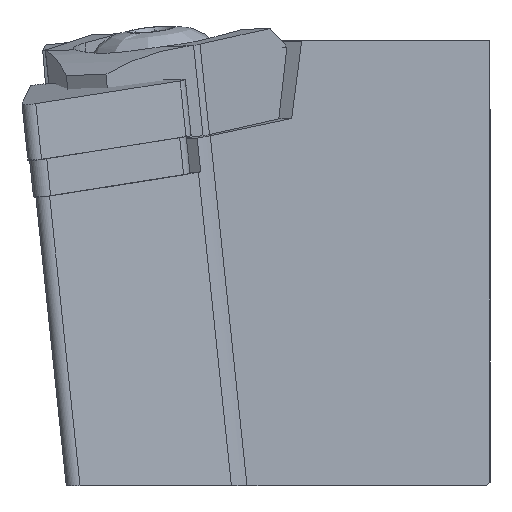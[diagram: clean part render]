
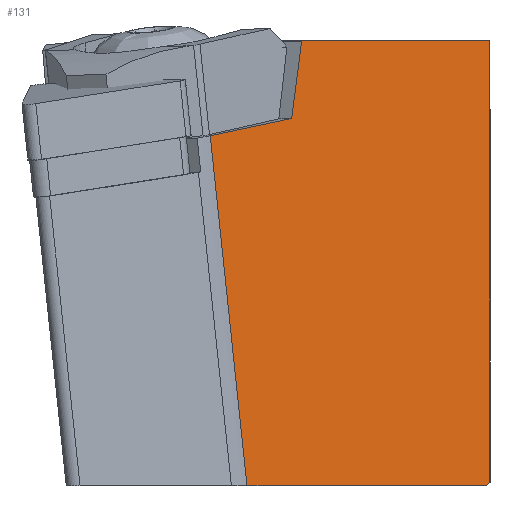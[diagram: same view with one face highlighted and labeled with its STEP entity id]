
A CAD part, left-side view. The second image highlights one B-rep face of the part: STEP entity #131.
In plain terms, the highlighted planar face has unit normal (-0.705, -0.709, 0).
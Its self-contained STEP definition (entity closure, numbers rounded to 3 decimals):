
#131=ADVANCED_FACE('',(#297),#224,.F.);
#224=PLANE('',#1718);
#297=FACE_OUTER_BOUND('',#386,.T.);
#386=EDGE_LOOP('',(#508,#509,#510,#511,#512,#513,#514,#515));
#508=ORIENTED_EDGE('',*,*,#1130,.F.);
#509=ORIENTED_EDGE('',*,*,#1131,.F.);
#510=ORIENTED_EDGE('',*,*,#1129,.F.);
#511=ORIENTED_EDGE('',*,*,#1132,.F.);
#512=ORIENTED_EDGE('',*,*,#1133,.F.);
#513=ORIENTED_EDGE('',*,*,#1134,.F.);
#514=ORIENTED_EDGE('',*,*,#1135,.F.);
#515=ORIENTED_EDGE('',*,*,#1108,.F.);
#957=VERTEX_POINT('',#2302);
#958=VERTEX_POINT('',#2303);
#973=VERTEX_POINT('',#2336);
#977=VERTEX_POINT('',#2344);
#978=VERTEX_POINT('',#2348);
#979=VERTEX_POINT('',#2351);
#980=VERTEX_POINT('',#2353);
#981=VERTEX_POINT('',#2355);
#1108=EDGE_CURVE('',#957,#958,#1344,.T.);
#1129=EDGE_CURVE('',#977,#973,#1362,.T.);
#1130=EDGE_CURVE('',#978,#957,#1363,.T.);
#1131=EDGE_CURVE('',#973,#978,#1364,.T.);
#1132=EDGE_CURVE('',#979,#977,#1365,.T.);
#1133=EDGE_CURVE('',#980,#979,#1366,.T.);
#1134=EDGE_CURVE('',#981,#980,#1367,.T.);
#1135=EDGE_CURVE('',#958,#981,#1368,.T.);
#1344=LINE('',#2301,#1529);
#1362=LINE('',#2345,#1547);
#1363=LINE('',#2347,#1548);
#1364=LINE('',#2349,#1549);
#1365=LINE('',#2350,#1550);
#1366=LINE('',#2352,#1551);
#1367=LINE('',#2354,#1552);
#1368=LINE('',#2356,#1553);
#1529=VECTOR('',#1850,1.);
#1547=VECTOR('',#1878,1.);
#1548=VECTOR('',#1881,1.);
#1549=VECTOR('',#1882,1.);
#1550=VECTOR('',#1883,1.);
#1551=VECTOR('',#1884,1.);
#1552=VECTOR('',#1885,1.);
#1553=VECTOR('',#1886,1.);
#1718=AXIS2_PLACEMENT_3D('',#2357,#1887,#1888);
#1850=DIRECTION('',(0.702,-0.697,0.147));
#1878=DIRECTION('',(-0.105,0.104,0.989));
#1881=DIRECTION('',(0.128,-0.127,0.984));
#1882=DIRECTION('',(0.702,-0.697,0.147));
#1883=DIRECTION('',(-0.709,0.705,0.));
#1884=DIRECTION('',(-0.58,0.576,-0.576));
#1885=DIRECTION('',(0.,0.,-1.));
#1886=DIRECTION('',(0.709,-0.705,0.));
#1887=DIRECTION('',(0.705,0.709,0.));
#1888=DIRECTION('',(0.709,-0.705,0.));
#2301=CARTESIAN_POINT('',(8.189,24.224,3.684));
#2302=CARTESIAN_POINT('',(16.598,15.869,5.451));
#2303=CARTESIAN_POINT('',(16.831,15.638,5.5));
#2336=CARTESIAN_POINT('',(8.843,23.574,-2.507));
#2344=CARTESIAN_POINT('',(11.96,20.474,-32.));
#2345=CARTESIAN_POINT('',(12.496,19.941,-37.066));
#2347=CARTESIAN_POINT('',(11.12,21.308,-36.711));
#2348=CARTESIAN_POINT('',(15.753,16.709,-1.056));
#2349=CARTESIAN_POINT('',(8.843,23.574,-2.507));
#2350=CARTESIAN_POINT('',(12.496,19.942,-32.));
#2351=CARTESIAN_POINT('',(32.265,0.3,-32.));
#2352=CARTESIAN_POINT('',(17.364,15.104,-46.804));
#2353=CARTESIAN_POINT('',(32.567,0.,-31.7));
#2354=CARTESIAN_POINT('',(32.566,0.,-37.068));
#2355=CARTESIAN_POINT('',(32.571,0.,5.5));
#2356=CARTESIAN_POINT('',(12.498,19.944,5.5));
#2357=CARTESIAN_POINT('',(12.496,19.941,-37.066));
